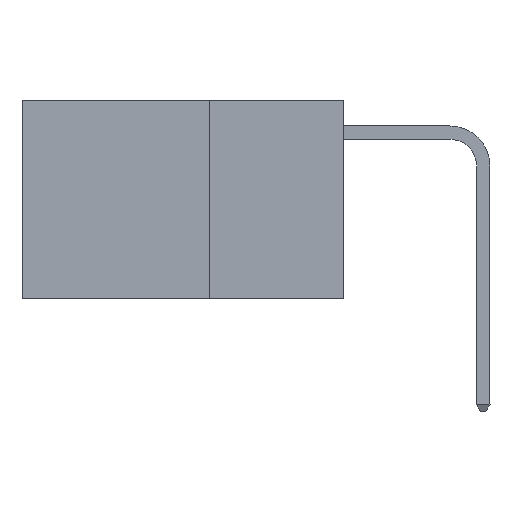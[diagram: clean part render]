
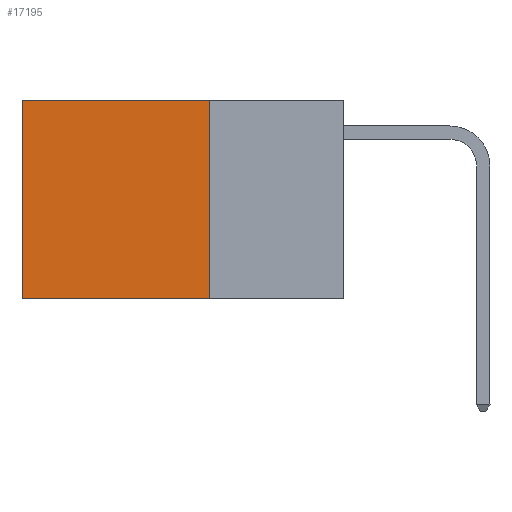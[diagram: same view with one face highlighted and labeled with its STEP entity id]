
A CAD part, left-side view. The second image highlights one B-rep face of the part: STEP entity #17195.
In plain terms, the highlighted planar face has unit normal (-1, 0, 0).
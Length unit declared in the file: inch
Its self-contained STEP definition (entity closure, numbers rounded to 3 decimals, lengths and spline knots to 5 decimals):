
#38 = LINE ( 'NONE', #20164, #11118 ) ;
#3482 = DIRECTION ( 'NONE',  ( 0., 0., -1. ) ) ;
#3950 = DIRECTION ( 'NONE',  ( 0., 0., -1. ) ) ;
#4709 = VECTOR ( 'NONE', #3950, 39.37008 ) ;
#4975 = VECTOR ( 'NONE', #20842, 39.37008 ) ;
#5217 = ORIENTED_EDGE ( 'NONE', *, *, #16884, .F. ) ;
#6306 = VECTOR ( 'NONE', #16886, 39.37008 ) ;
#6735 = VERTEX_POINT ( 'NONE', #9211 ) ;
#6755 = CARTESIAN_POINT ( 'NONE',  ( 0.2625, 0.6, 0. ) ) ;
#7155 = LINE ( 'NONE', #18998, #4709 ) ;
#7771 = ORIENTED_EDGE ( 'NONE', *, *, #17548, .T. ) ;
#7849 = EDGE_CURVE ( 'NONE', #6735, #11303, #38, .T. ) ;
#8848 = AXIS2_PLACEMENT_3D ( 'NONE', #18300, #18422, #3482 ) ;
#9208 = LINE ( 'NONE', #16211, #4975 ) ;
#9211 = CARTESIAN_POINT ( 'NONE',  ( 0.2625, 0.25, 0. ) ) ;
#10317 = LINE ( 'NONE', #18771, #6306 ) ;
#10493 = EDGE_CURVE ( 'NONE', #17565, #11214, #10317, .T. ) ;
#10498 = ORIENTED_EDGE ( 'NONE', *, *, #10493, .F. ) ;
#11118 = VECTOR ( 'NONE', #18518, 39.37008 ) ;
#11214 = VERTEX_POINT ( 'NONE', #20352 ) ;
#11303 = VERTEX_POINT ( 'NONE', #6755 ) ;
#12840 = CARTESIAN_POINT ( 'NONE',  ( 0.2625, 0.25, -0.37 ) ) ;
#14945 = PLANE ( 'NONE',  #8848 ) ;
#16211 = CARTESIAN_POINT ( 'NONE',  ( 0.2625, 0.6, 0. ) ) ;
#16837 = ORIENTED_EDGE ( 'NONE', *, *, #7849, .T. ) ;
#16884 = EDGE_CURVE ( 'NONE', #6735, #17565, #7155, .T. ) ;
#16886 = DIRECTION ( 'NONE',  ( 0., 1., 0. ) ) ;
#17195 = ADVANCED_FACE ( 'NONE', ( #19947 ), #14945, .F. ) ;
#17548 = EDGE_CURVE ( 'NONE', #11303, #11214, #9208, .T. ) ;
#17565 = VERTEX_POINT ( 'NONE', #12840 ) ;
#18300 = CARTESIAN_POINT ( 'NONE',  ( 0.2625, 0.25, 0. ) ) ;
#18422 = DIRECTION ( 'NONE',  ( 1., 0., 0. ) ) ;
#18518 = DIRECTION ( 'NONE',  ( 0., 1., 0. ) ) ;
#18771 = CARTESIAN_POINT ( 'NONE',  ( 0.2625, 0.25, -0.37 ) ) ;
#18998 = CARTESIAN_POINT ( 'NONE',  ( 0.2625, 0.25, 0. ) ) ;
#19064 = EDGE_LOOP ( 'NONE', ( #7771, #10498, #5217, #16837 ) ) ;
#19947 = FACE_OUTER_BOUND ( 'NONE', #19064, .T. ) ;
#20164 = CARTESIAN_POINT ( 'NONE',  ( 0.2625, 0.25, 0. ) ) ;
#20352 = CARTESIAN_POINT ( 'NONE',  ( 0.2625, 0.6, -0.37 ) ) ;
#20842 = DIRECTION ( 'NONE',  ( 0., 0., -1. ) ) ;
